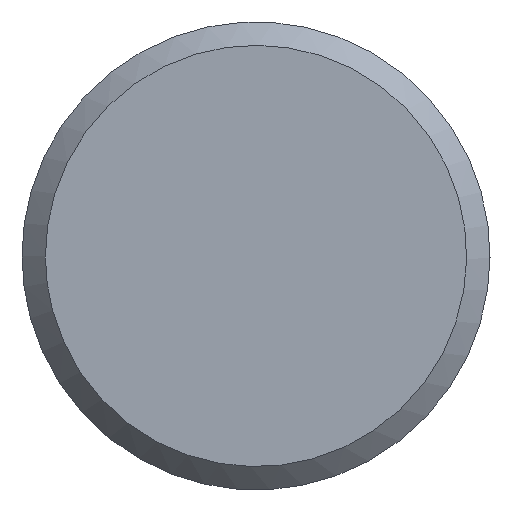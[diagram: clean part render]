
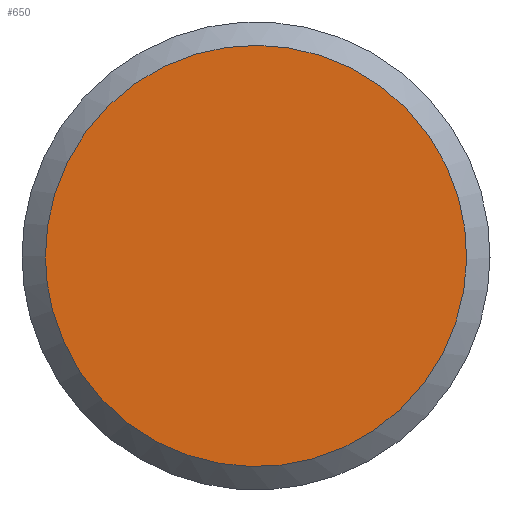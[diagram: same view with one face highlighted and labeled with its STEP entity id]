
A CAD part, left-side view. The second image highlights one B-rep face of the part: STEP entity #650.
In plain terms, the highlighted free-form (B-spline) face has degree [1, 1] with [2, 2] control points.
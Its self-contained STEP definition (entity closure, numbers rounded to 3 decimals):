
#30 = CARTESIAN_POINT ('', (-33., 2.7, 0.));
#40 = VERTEX_POINT ('', #30);
#100 = CARTESIAN_POINT ('', (-33., 2.7, 0.));
#110 = CARTESIAN_POINT ('', (-33., 2.7, 2.7));
#120 = CARTESIAN_POINT ('', (-33., 0., 2.7));
#130 = CARTESIAN_POINT ('', (-33., -2.7, 2.7));
#140 = CARTESIAN_POINT ('', (-33., -2.7, 0.));
#150 = CARTESIAN_POINT ('', (-33., -2.7, -2.7));
#160 = CARTESIAN_POINT ('', (-33., 0., -2.7));
#170 = CARTESIAN_POINT ('', (-33., 2.7, -2.7));
#180 = CARTESIAN_POINT ('', (-33., 2.7, 0.));
#190 = (
   BOUNDED_CURVE ()
   B_SPLINE_CURVE (2, (#100, #110, #120, #130, #140, #150, #160, #170, #180), .UNSPECIFIED., .T., .U.)
   B_SPLINE_CURVE_WITH_KNOTS ((3, 2, 2, 2, 3), (0., 0.25, 0.5, 0.75, 1.), .UNSPECIFIED.)
   CURVE ()
   GEOMETRIC_REPRESENTATION_ITEM ()
   RATIONAL_B_SPLINE_CURVE ((1., 0.707, 1., 0.707, 1., 0.707, 1., 0.707, 1.))
   REPRESENTATION_ITEM ('')
);
#200 = EDGE_CURVE ('', #40, #40, #190, .T.);
#570 = ORIENTED_EDGE ('', *, *, #200, .F.);
#580 = EDGE_LOOP ('', (#570));
#590 = FACE_OUTER_BOUND ('', #580, .T.);
#600 = CARTESIAN_POINT ('', (-33., -2.7, -2.7));
#610 = CARTESIAN_POINT ('', (-33., 2.7, -2.7));
#620 = CARTESIAN_POINT ('', (-33., -2.7, 2.7));
#630 = CARTESIAN_POINT ('', (-33., 2.7, 2.7));
#640 = B_SPLINE_SURFACE_WITH_KNOTS ('', 1, 1, ((#600, #610), (#620, #630)), .UNSPECIFIED., .F., .F., .U., (2, 2), (2, 2), (0.179, 0.821), (0.179, 0.821), .UNSPECIFIED.);
#650 = ADVANCED_FACE ('', (#590), #640, .T.);
